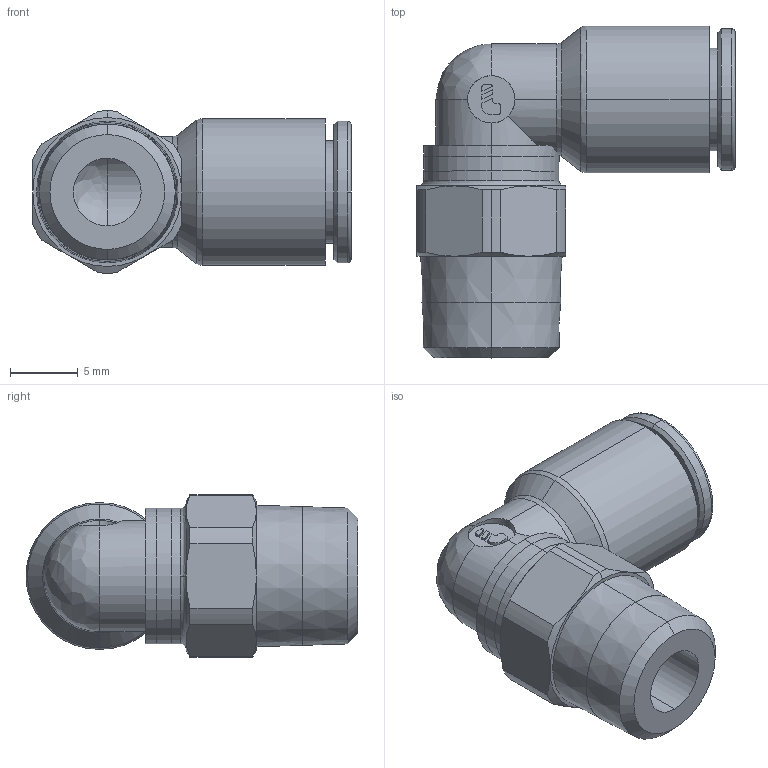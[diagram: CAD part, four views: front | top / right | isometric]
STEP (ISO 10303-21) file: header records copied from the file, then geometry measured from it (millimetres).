
FILE_DESCRIPTION (( 'STEP AP214' ), '1' );
FILE_NAME ('PrestolokElbowConnector.step', '2018-12-19T16:09:16', ( '' ), ( '' ), 'SwSTEP 2.0', 'SolidWorks 2018', '' );
FILE_SCHEMA (( 'AUTOMOTIVE_DESIGN' ));
Length unit declared in the file: inch
Products named in the file (1): PrestolokElbowConnector
Bounding box: 23.51 x 24.52 x 12 mm (x, y, z)
Volume: 1846.1 mm3; surface area: 2156.3 mm2
Topology: 1 solids, 1 shells, 108 faces, 265 edges, 167 vertices
Faces by surface type: cylinder 39, plane 33, cone 26, bspline 10
Entity records: 3557 total; most frequent: CARTESIAN_POINT 983, DIRECTION 546, ORIENTED_EDGE 526, EDGE_CURVE 263, AXIS2_PLACEMENT_3D 224, VERTEX_POINT 167, CIRCLE 125, EDGE_LOOP 120
